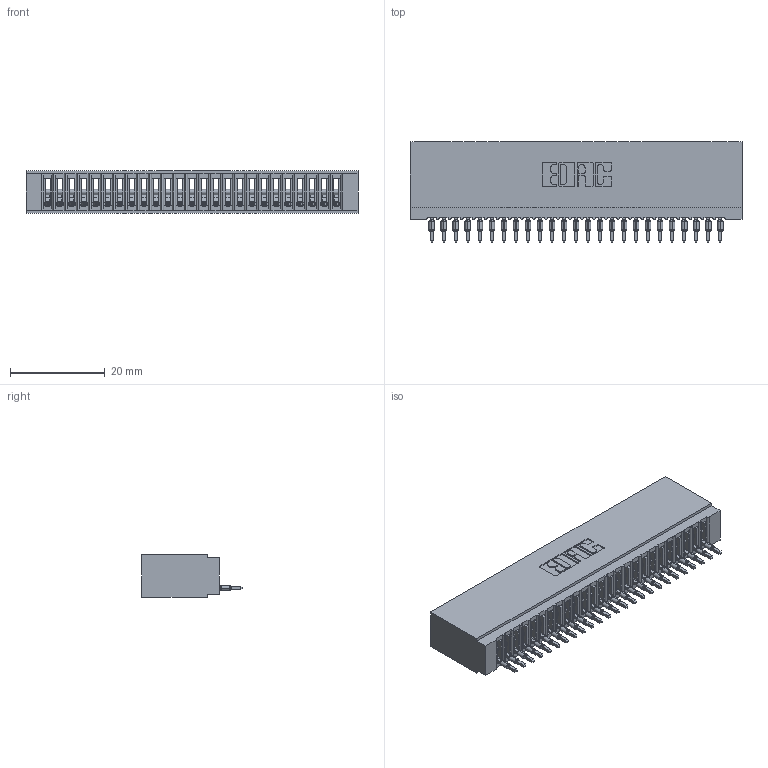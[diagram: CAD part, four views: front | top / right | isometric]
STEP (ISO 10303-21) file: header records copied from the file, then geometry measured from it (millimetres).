
FILE_DESCRIPTION (( 'STEP AP203' ), '1' );
FILE_NAME ('745-025-520-101.STEP', '2026-02-25T17:00:17', ( '' ), ( '' ), 'SwSTEP 2.0', 'SolidWorks 2023', '' );
FILE_SCHEMA (( 'CONFIG_CONTROL_DESIGN' ));
Length unit declared in the file: millimetre
Products named in the file (3): 745-025-520-101; 745 Part_Insulator Option - 01; 745-292-001_520
Assembly tree (26 placements, depth 2):
  745-025-520-101
    745 Part_Insulator Option - 01
    745-292-001_520  x25
Bounding box: 70.1 x 21.22 x 8.89 mm (x, y, z)
Volume: 6150.8 mm3; surface area: 10979.1 mm2
Topology: 26 solids, 26 shells, 2895 faces, 7958 edges, 5022 vertices
Faces by surface type: plane 1730, cylinder 515, bspline 500, torus 150
Entity records: 43609 total; most frequent: CARTESIAN_POINT 8186, ORIENTED_EDGE 7612, DIRECTION 6614, EDGE_CURVE 3806, LINE 3474, VECTOR 3474, VERTEX_POINT 2430, AXIS2_PLACEMENT_3D 1570
